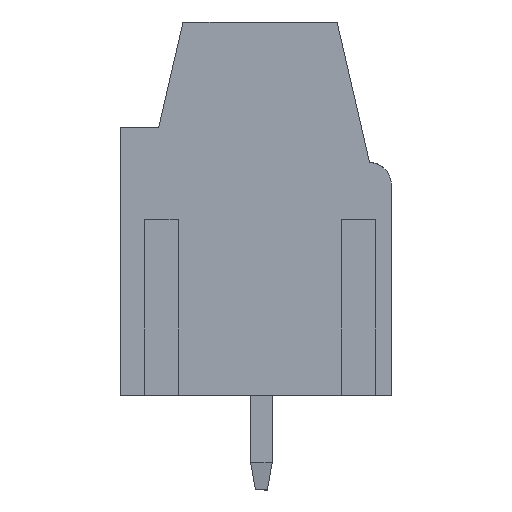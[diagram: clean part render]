
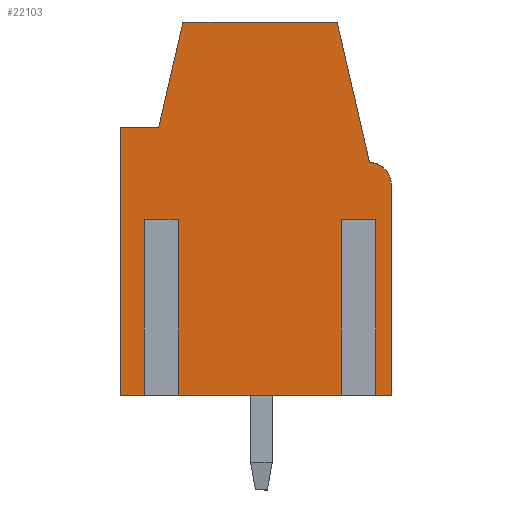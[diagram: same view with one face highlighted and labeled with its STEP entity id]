
A CAD part, left-side view. The second image highlights one B-rep face of the part: STEP entity #22103.
In plain terms, the highlighted planar face has unit normal (-1, 0, 0).
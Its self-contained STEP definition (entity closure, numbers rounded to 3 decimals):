
#22040=AXIS2_PLACEMENT_3D('Plane Axis2P3D',#22037,#22038,#22039) ;
#21087=CARTESIAN_POINT('Vertex',(0.55,0.,3.5)) ;
#21090=CARTESIAN_POINT('Line Origine',(0.55,0.447,3.5)) ;
#21094=CARTESIAN_POINT('Vertex',(0.55,0.894,3.5)) ;
#21115=CARTESIAN_POINT('Vertex',(0.55,1.506,3.5)) ;
#21118=CARTESIAN_POINT('Line Origine',(0.55,4.85,3.5)) ;
#21122=CARTESIAN_POINT('Vertex',(0.55,8.194,3.5)) ;
#21143=CARTESIAN_POINT('Vertex',(0.55,8.806,3.5)) ;
#21146=CARTESIAN_POINT('Line Origine',(0.55,9.403,3.5)) ;
#21150=CARTESIAN_POINT('Vertex',(0.55,10.,3.5)) ;
#21594=CARTESIAN_POINT('Line Origine',(0.55,10.,8.45)) ;
#21598=CARTESIAN_POINT('Vertex',(0.55,10.,13.4)) ;
#21739=CARTESIAN_POINT('Vertex',(0.55,8.6,13.4)) ;
#21742=CARTESIAN_POINT('Line Origine',(0.55,8.15,15.35)) ;
#21746=CARTESIAN_POINT('Vertex',(0.55,7.7,17.3)) ;
#21770=CARTESIAN_POINT('Line Origine',(0.55,4.85,17.3)) ;
#21774=CARTESIAN_POINT('Vertex',(0.55,2.001,17.3)) ;
#21830=CARTESIAN_POINT('Line Origine',(0.55,1.4,14.7)) ;
#21834=CARTESIAN_POINT('Vertex',(0.55,0.8,12.1)) ;
#21855=CARTESIAN_POINT('Control Point',(0.55,0.,11.3)) ;
#21856=CARTESIAN_POINT('Control Point',(0.55,0.,11.614)) ;
#21857=CARTESIAN_POINT('Control Point',(0.55,0.168,11.932)) ;
#21858=CARTESIAN_POINT('Control Point',(0.55,0.486,12.1)) ;
#21859=CARTESIAN_POINT('Control Point',(0.55,0.8,12.1)) ;
#21860=CARTESIAN_POINT('Vertex',(0.55,0.,11.3)) ;
#21880=CARTESIAN_POINT('Line Origine',(0.55,0.,7.4)) ;
#22037=CARTESIAN_POINT('Axis2P3D Location',(0.55,10.,0.)) ;
#22042=CARTESIAN_POINT('Line Origine',(0.55,1.506,6.75)) ;
#22046=CARTESIAN_POINT('Vertex',(0.55,1.506,10.)) ;
#22049=CARTESIAN_POINT('Line Origine',(0.55,1.2,10.)) ;
#22053=CARTESIAN_POINT('Vertex',(0.55,0.894,10.)) ;
#22056=CARTESIAN_POINT('Line Origine',(0.55,0.894,6.75)) ;
#22061=CARTESIAN_POINT('Line Origine',(0.55,9.3,13.4)) ;
#22066=CARTESIAN_POINT('Line Origine',(0.55,8.806,6.75)) ;
#22070=CARTESIAN_POINT('Vertex',(0.55,8.806,10.)) ;
#22073=CARTESIAN_POINT('Line Origine',(0.55,8.5,10.)) ;
#22077=CARTESIAN_POINT('Vertex',(0.55,8.194,10.)) ;
#22080=CARTESIAN_POINT('Line Origine',(0.55,8.194,6.75)) ;
#21091=DIRECTION('Vector Direction',(0.,-1.,0.)) ;
#21119=DIRECTION('Vector Direction',(0.,-1.,0.)) ;
#21147=DIRECTION('Vector Direction',(0.,-1.,0.)) ;
#21595=DIRECTION('Vector Direction',(0.,0.,-1.)) ;
#21743=DIRECTION('Vector Direction',(0.,0.225,-0.974)) ;
#21771=DIRECTION('Vector Direction',(0.,1.,0.)) ;
#21831=DIRECTION('Vector Direction',(0.,0.225,0.974)) ;
#21881=DIRECTION('Vector Direction',(0.,0.,1.)) ;
#22038=DIRECTION('Axis2P3D Direction',(-1.,0.,0.)) ;
#22039=DIRECTION('Axis2P3D XDirection',(0.,1.,0.)) ;
#22043=DIRECTION('Vector Direction',(0.,0.,1.)) ;
#22050=DIRECTION('Vector Direction',(0.,1.,0.)) ;
#22057=DIRECTION('Vector Direction',(0.,0.,1.)) ;
#22062=DIRECTION('Vector Direction',(0.,1.,0.)) ;
#22067=DIRECTION('Vector Direction',(0.,0.,1.)) ;
#22074=DIRECTION('Vector Direction',(0.,1.,0.)) ;
#22081=DIRECTION('Vector Direction',(0.,0.,1.)) ;
#21092=VECTOR('Line Direction',#21091,1.) ;
#21120=VECTOR('Line Direction',#21119,1.) ;
#21148=VECTOR('Line Direction',#21147,1.) ;
#21596=VECTOR('Line Direction',#21595,1.) ;
#21744=VECTOR('Line Direction',#21743,1.) ;
#21772=VECTOR('Line Direction',#21771,1.) ;
#21832=VECTOR('Line Direction',#21831,1.) ;
#21882=VECTOR('Line Direction',#21881,1.) ;
#22044=VECTOR('Line Direction',#22043,1.) ;
#22051=VECTOR('Line Direction',#22050,1.) ;
#22058=VECTOR('Line Direction',#22057,1.) ;
#22063=VECTOR('Line Direction',#22062,1.) ;
#22068=VECTOR('Line Direction',#22067,1.) ;
#22075=VECTOR('Line Direction',#22074,1.) ;
#22082=VECTOR('Line Direction',#22081,1.) ;
#22086=ORIENTED_EDGE('',*,*,#21124,.T.) ;
#22087=ORIENTED_EDGE('',*,*,#22048,.T.) ;
#22088=ORIENTED_EDGE('',*,*,#22055,.F.) ;
#22089=ORIENTED_EDGE('',*,*,#22060,.F.) ;
#22090=ORIENTED_EDGE('',*,*,#21096,.T.) ;
#22091=ORIENTED_EDGE('',*,*,#21884,.T.) ;
#22092=ORIENTED_EDGE('',*,*,#21862,.T.) ;
#22093=ORIENTED_EDGE('',*,*,#21836,.T.) ;
#22094=ORIENTED_EDGE('',*,*,#21776,.T.) ;
#22095=ORIENTED_EDGE('',*,*,#21748,.T.) ;
#22096=ORIENTED_EDGE('',*,*,#22065,.T.) ;
#22097=ORIENTED_EDGE('',*,*,#21600,.T.) ;
#22098=ORIENTED_EDGE('',*,*,#21152,.T.) ;
#22099=ORIENTED_EDGE('',*,*,#22072,.T.) ;
#22100=ORIENTED_EDGE('',*,*,#22079,.F.) ;
#22101=ORIENTED_EDGE('',*,*,#22084,.F.) ;
#22103=ADVANCED_FACE('HOUSING',(#22102),#22041,.T.) ;
#21854=B_SPLINE_CURVE_WITH_KNOTS('',4,(#21855,#21856,#21857,#21858,#21859),.UNSPECIFIED.,.F.,.U.,(5,5),(-0.628,0.628),.UNSPECIFIED.) ;
#21096=EDGE_CURVE('',#21095,#21088,#21093,.T.) ;
#21124=EDGE_CURVE('',#21123,#21116,#21121,.T.) ;
#21152=EDGE_CURVE('',#21151,#21144,#21149,.T.) ;
#21600=EDGE_CURVE('',#21599,#21151,#21597,.T.) ;
#21748=EDGE_CURVE('',#21747,#21740,#21745,.T.) ;
#21776=EDGE_CURVE('',#21775,#21747,#21773,.T.) ;
#21836=EDGE_CURVE('',#21835,#21775,#21833,.T.) ;
#21862=EDGE_CURVE('',#21861,#21835,#21854,.T.) ;
#21884=EDGE_CURVE('',#21088,#21861,#21883,.T.) ;
#22048=EDGE_CURVE('',#21116,#22047,#22045,.T.) ;
#22055=EDGE_CURVE('',#22054,#22047,#22052,.T.) ;
#22060=EDGE_CURVE('',#21095,#22054,#22059,.T.) ;
#22065=EDGE_CURVE('',#21740,#21599,#22064,.T.) ;
#22072=EDGE_CURVE('',#21144,#22071,#22069,.T.) ;
#22079=EDGE_CURVE('',#22078,#22071,#22076,.T.) ;
#22084=EDGE_CURVE('',#21123,#22078,#22083,.T.) ;
#22085=EDGE_LOOP('',(#22086,#22087,#22088,#22089,#22090,#22091,#22092,#22093,#22094,#22095,#22096,#22097,#22098,#22099,#22100,#22101)) ;
#22102=FACE_OUTER_BOUND('',#22085,.T.) ;
#21093=LINE('Line',#21090,#21092) ;
#21121=LINE('Line',#21118,#21120) ;
#21149=LINE('Line',#21146,#21148) ;
#21597=LINE('Line',#21594,#21596) ;
#21745=LINE('Line',#21742,#21744) ;
#21773=LINE('Line',#21770,#21772) ;
#21833=LINE('Line',#21830,#21832) ;
#21883=LINE('Line',#21880,#21882) ;
#22045=LINE('Line',#22042,#22044) ;
#22052=LINE('Line',#22049,#22051) ;
#22059=LINE('Line',#22056,#22058) ;
#22064=LINE('Line',#22061,#22063) ;
#22069=LINE('Line',#22066,#22068) ;
#22076=LINE('Line',#22073,#22075) ;
#22083=LINE('Line',#22080,#22082) ;
#22041=PLANE('',#22040) ;
#21088=VERTEX_POINT('',#21087) ;
#21095=VERTEX_POINT('',#21094) ;
#21116=VERTEX_POINT('',#21115) ;
#21123=VERTEX_POINT('',#21122) ;
#21144=VERTEX_POINT('',#21143) ;
#21151=VERTEX_POINT('',#21150) ;
#21599=VERTEX_POINT('',#21598) ;
#21740=VERTEX_POINT('',#21739) ;
#21747=VERTEX_POINT('',#21746) ;
#21775=VERTEX_POINT('',#21774) ;
#21835=VERTEX_POINT('',#21834) ;
#21861=VERTEX_POINT('',#21860) ;
#22047=VERTEX_POINT('',#22046) ;
#22054=VERTEX_POINT('',#22053) ;
#22071=VERTEX_POINT('',#22070) ;
#22078=VERTEX_POINT('',#22077) ;
